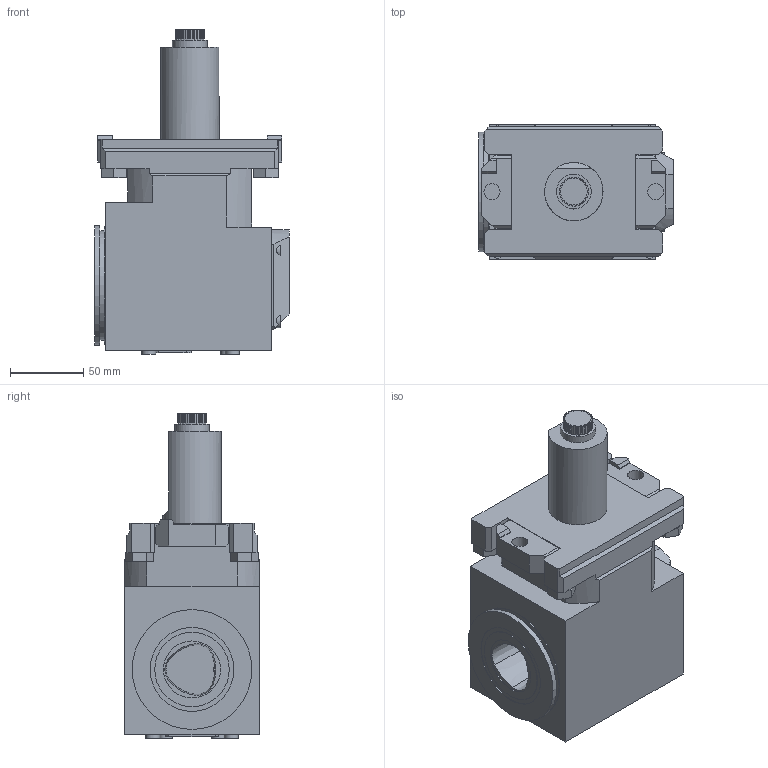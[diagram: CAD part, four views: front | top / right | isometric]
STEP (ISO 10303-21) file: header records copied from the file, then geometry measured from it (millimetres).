
FILE_DESCRIPTION(/* description */ (''),/* implementation_level */ '2;1');
FILE_NAME(/* name */ '1533907907646.stp',/* time_stamp */ '2018-08-10T15:31:53+02:00',/* author */ (''),/* organization */ ('SMS'),/* preprocessor_version */ 'ST-DEVELOPER v15',/* originating_system */ 'SIEMENS PLM Software NX 8.5',/* authorisation */ '');
FILE_SCHEMA (('AUTOMOTIVE_DESIGN { 1 0 10303 214 3 1 1 1 }'));
Length unit declared in the file: millimetre
Products named in the file (1): 201819172mod000_00
Bounding box: 133 x 92 x 222.05 mm (x, y, z)
Volume: 1540482.9 mm3; surface area: 107377.3 mm2
Topology: 1 solids, 1 shells, 275 faces, 746 edges, 496 vertices
Faces by surface type: plane 188, cylinder 81, cone 6
Full cylindrical faces by diameter (mm): 3 x1, 9.5 x2, 11 x2, 23.8 x1, 39 x1, 40 x1, 51 x1, 57.423 x1, 75 x1, 80.693 x1, 82 x1
Entity records: 8649 total; most frequent: CARTESIAN_POINT 1555, DIRECTION 1469, ORIENTED_EDGE 1456, EDGE_CURVE 728, LINE 543, VECTOR 543, VERTEX_POINT 491, AXIS2_PLACEMENT_3D 463
